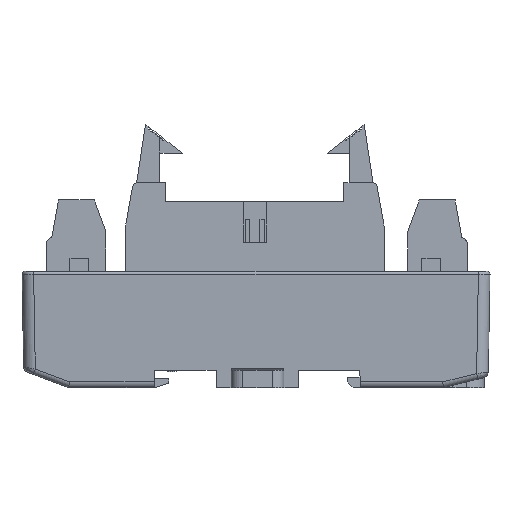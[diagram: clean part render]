
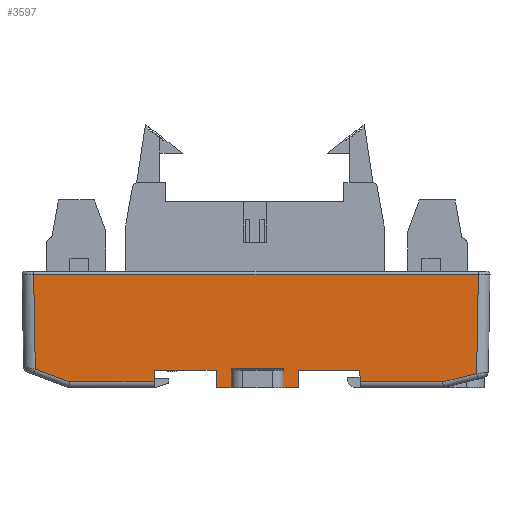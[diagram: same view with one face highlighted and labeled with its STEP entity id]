
A CAD part, left-side view. The second image highlights one B-rep face of the part: STEP entity #3597.
In plain terms, the highlighted planar face has unit normal (-1, 0, -0.018).
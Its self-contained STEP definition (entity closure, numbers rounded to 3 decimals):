
#2213=FACE_OUTER_BOUND('',#7043,.T.);
#3597=ADVANCED_FACE('',(#2213),#5035,.T.);
#5035=PLANE('',#27710);
#7043=EDGE_LOOP('',(#9199,#9200,#9201,#9202,#9203,#9204,#9205,#9206,#9207,
#9208,#9209,#9210,#9211,#9212,#9213,#9214,#9215,#9216));
#9199=ORIENTED_EDGE('',*,*,#18500,.T.);
#9200=ORIENTED_EDGE('',*,*,#18501,.T.);
#9201=ORIENTED_EDGE('',*,*,#18305,.F.);
#9202=ORIENTED_EDGE('',*,*,#18250,.F.);
#9203=ORIENTED_EDGE('',*,*,#18486,.F.);
#9204=ORIENTED_EDGE('',*,*,#18474,.F.);
#9205=ORIENTED_EDGE('',*,*,#18326,.T.);
#9206=ORIENTED_EDGE('',*,*,#18488,.F.);
#9207=ORIENTED_EDGE('',*,*,#18322,.T.);
#9208=ORIENTED_EDGE('',*,*,#18470,.F.);
#9209=ORIENTED_EDGE('',*,*,#18491,.T.);
#9210=ORIENTED_EDGE('',*,*,#18240,.F.);
#9211=ORIENTED_EDGE('',*,*,#18406,.F.);
#9212=ORIENTED_EDGE('',*,*,#18502,.T.);
#9213=ORIENTED_EDGE('',*,*,#18503,.T.);
#9214=ORIENTED_EDGE('',*,*,#18504,.T.);
#9215=ORIENTED_EDGE('',*,*,#18505,.T.);
#9216=ORIENTED_EDGE('',*,*,#18506,.T.);
#15936=VERTEX_POINT('',#36886);
#15937=VERTEX_POINT('',#36888);
#15946=VERTEX_POINT('',#36906);
#15947=VERTEX_POINT('',#36908);
#15999=VERTEX_POINT('',#37018);
#16014=VERTEX_POINT('',#37050);
#16015=VERTEX_POINT('',#37052);
#16017=VERTEX_POINT('',#37058);
#16018=VERTEX_POINT('',#37060);
#16083=VERTEX_POINT('',#37229);
#16125=VERTEX_POINT('',#37358);
#16126=VERTEX_POINT('',#37362);
#16129=VERTEX_POINT('',#37419);
#16130=VERTEX_POINT('',#37420);
#16131=VERTEX_POINT('',#37423);
#16132=VERTEX_POINT('',#37425);
#16133=VERTEX_POINT('',#37427);
#16134=VERTEX_POINT('',#37429);
#18240=EDGE_CURVE('',#15936,#15937,#21776,.T.);
#18250=EDGE_CURVE('',#15946,#15947,#21784,.T.);
#18305=EDGE_CURVE('',#15947,#15999,#21837,.T.);
#18322=EDGE_CURVE('',#16015,#16014,#21852,.T.);
#18326=EDGE_CURVE('',#16018,#16017,#21856,.T.);
#18406=EDGE_CURVE('',#16083,#15936,#21924,.T.);
#18470=EDGE_CURVE('',#16125,#16014,#21979,.T.);
#18474=EDGE_CURVE('',#16018,#16126,#21982,.T.);
#18486=EDGE_CURVE('',#16126,#15946,#21990,.T.);
#18488=EDGE_CURVE('',#16015,#16017,#21992,.T.);
#18491=EDGE_CURVE('',#16125,#15937,#21995,.T.);
#18500=EDGE_CURVE('',#16129,#16130,#22004,.T.);
#18501=EDGE_CURVE('',#16130,#15999,#22005,.T.);
#18502=EDGE_CURVE('',#16083,#16131,#22006,.T.);
#18503=EDGE_CURVE('',#16131,#16132,#22007,.T.);
#18504=EDGE_CURVE('',#16132,#16133,#22008,.T.);
#18505=EDGE_CURVE('',#16133,#16134,#22009,.T.);
#18506=EDGE_CURVE('',#16134,#16129,#22010,.T.);
#21776=LINE('',#36887,#24782);
#21784=LINE('',#36907,#24790);
#21837=LINE('',#37017,#24843);
#21852=LINE('',#37051,#24858);
#21856=LINE('',#37059,#24862);
#21924=LINE('',#37230,#24930);
#21979=LINE('',#37359,#24985);
#21982=LINE('',#37367,#24988);
#21990=LINE('',#37391,#24996);
#21992=LINE('',#37395,#24998);
#21995=LINE('',#37400,#25001);
#22004=LINE('',#37418,#25010);
#22005=LINE('',#37421,#25011);
#22006=LINE('',#37422,#25012);
#22007=LINE('',#37424,#25013);
#22008=LINE('',#37426,#25014);
#22009=LINE('',#37428,#25015);
#22010=LINE('',#37430,#25016);
#24782=VECTOR('',#29669,1.);
#24790=VECTOR('',#29681,1.);
#24843=VECTOR('',#29744,1.);
#24858=VECTOR('',#29765,1.);
#24862=VECTOR('',#29771,1.);
#24930=VECTOR('',#29881,1.);
#24985=VECTOR('',#30000,1.);
#24988=VECTOR('',#30007,1.);
#24996=VECTOR('',#30047,1.);
#24998=VECTOR('',#30053,1.);
#25001=VECTOR('',#30060,1.);
#25010=VECTOR('',#30087,1.);
#25011=VECTOR('',#30088,1.);
#25012=VECTOR('',#30089,1.);
#25013=VECTOR('',#30090,1.);
#25014=VECTOR('',#30091,1.);
#25015=VECTOR('',#30092,1.);
#25016=VECTOR('',#30093,1.);
#27710=AXIS2_PLACEMENT_3D('',#37431,#30094,#30095);
#29669=DIRECTION('',(0.,1.,0.));
#29681=DIRECTION('',(0.,1.,0.));
#29744=DIRECTION('',(0.017,0.,-1.));
#29765=DIRECTION('',(0.017,0.,-1.));
#29771=DIRECTION('',(-0.017,0.,1.));
#29881=DIRECTION('',(-0.017,0.017,1.));
#30000=DIRECTION('',(0.,1.,0.));
#30007=DIRECTION('',(0.,1.,0.));
#30047=DIRECTION('',(-0.017,0.035,0.999));
#30053=DIRECTION('',(0.,1.,0.));
#30060=DIRECTION('',(-0.017,-0.035,0.999));
#30087=DIRECTION('',(0.006,-0.936,-0.351));
#30088=DIRECTION('',(0.,-1.,0.));
#30089=DIRECTION('',(0.,-1.,0.));
#30090=DIRECTION('',(-0.004,-0.97,0.243));
#30091=DIRECTION('',(-0.017,-0.017,1.));
#30092=DIRECTION('',(0.,1.,0.));
#30093=DIRECTION('',(0.017,-0.017,-1.));
#30094=DIRECTION('',(-1.,0.,-0.017));
#30095=DIRECTION('',(0.017,0.,-1.));
#36886=CARTESIAN_POINT('',(-36.015,22.351,-16.491));
#36887=CARTESIAN_POINT('',(-36.015,40.2,-16.491));
#36888=CARTESIAN_POINT('',(-36.015,32.837,-16.491));
#36906=CARTESIAN_POINT('',(-36.015,47.047,-16.491));
#36907=CARTESIAN_POINT('',(-36.015,40.2,-16.491));
#36908=CARTESIAN_POINT('',(-36.015,57.683,-16.491));
#37017=CARTESIAN_POINT('',(-36.312,57.683,0.511));
#37018=CARTESIAN_POINT('',(-35.98,57.683,-18.509));
#37050=CARTESIAN_POINT('',(-35.963,35.392,-19.491));
#37051=CARTESIAN_POINT('',(-36.312,35.392,0.511));
#37052=CARTESIAN_POINT('',(-36.02,35.392,-16.207));
#37058=CARTESIAN_POINT('',(-36.02,44.492,-16.207));
#37059=CARTESIAN_POINT('',(-36.312,44.492,0.511));
#37060=CARTESIAN_POINT('',(-35.963,44.492,-19.491));
#37229=CARTESIAN_POINT('',(-35.98,22.316,-18.509));
#37230=CARTESIAN_POINT('',(-36.031,22.367,-15.613));
#37358=CARTESIAN_POINT('',(-35.963,32.942,-19.491));
#37359=CARTESIAN_POINT('',(-35.963,39.942,-19.491));
#37362=CARTESIAN_POINT('',(-35.963,46.942,-19.491));
#37367=CARTESIAN_POINT('',(-35.963,39.942,-19.491));
#37391=CARTESIAN_POINT('',(-36.308,47.631,0.252));
#37395=CARTESIAN_POINT('',(-36.02,249.387,-16.207));
#37400=CARTESIAN_POINT('',(-35.96,32.948,-19.666));
#37418=CARTESIAN_POINT('',(-35.837,50.405,-26.692));
#37419=CARTESIAN_POINT('',(-36.019,78.116,-16.301));
#37420=CARTESIAN_POINT('',(-35.98,72.228,-18.509));
#37421=CARTESIAN_POINT('',(-35.98,40.2,-18.509));
#37422=CARTESIAN_POINT('',(-35.98,40.2,-18.509));
#37423=CARTESIAN_POINT('',(-35.98,8.114,-18.509));
#37424=CARTESIAN_POINT('',(-35.868,33.836,-24.939));
#37425=CARTESIAN_POINT('',(-36.006,2.297,-17.055));
#37426=CARTESIAN_POINT('',(-36.313,1.99,0.544));
#37427=CARTESIAN_POINT('',(-36.303,2.,0.));
#37428=CARTESIAN_POINT('',(-36.303,40.2,0.));
#37429=CARTESIAN_POINT('',(-36.303,78.401,0.));
#37430=CARTESIAN_POINT('',(-36.301,78.398,-0.155));
#37431=CARTESIAN_POINT('',(-36.312,40.2,0.511));
